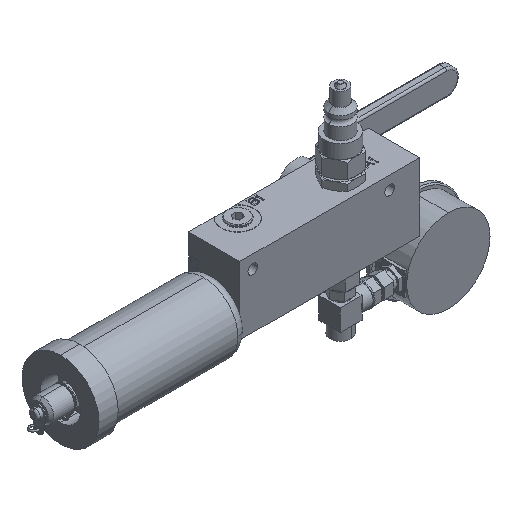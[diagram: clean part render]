
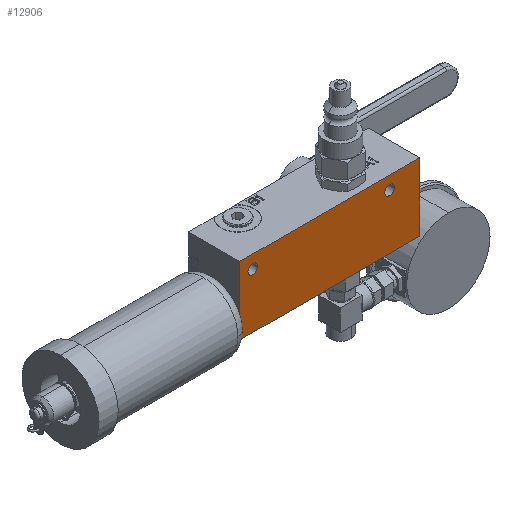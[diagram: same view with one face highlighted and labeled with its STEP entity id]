
A CAD part, isometric view. The second image highlights one B-rep face of the part: STEP entity #12906.
In plain terms, the highlighted planar face has unit normal (0, -1, 0).
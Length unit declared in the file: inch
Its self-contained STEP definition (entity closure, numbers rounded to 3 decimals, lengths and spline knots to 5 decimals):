
#2304=CARTESIAN_POINT('',(-2.25,0.,0.605));
#2305=DIRECTION('',(0.,-1.,0.));
#2306=DIRECTION('',(1.,0.,0.));
#2307=AXIS2_PLACEMENT_3D('',#2304,#2305,#2306);
#2312=CARTESIAN_POINT('',(-2.25,0.,0.605));
#2313=DIRECTION('',(0.,-1.,0.));
#2314=DIRECTION('',(-1.,0.,0.));
#2315=AXIS2_PLACEMENT_3D('',#2312,#2313,#2314);
#2320=CARTESIAN_POINT('',(1.75,0.,0.605));
#2321=DIRECTION('',(0.,-1.,0.));
#2322=DIRECTION('',(1.,0.,0.));
#2323=AXIS2_PLACEMENT_3D('',#2320,#2321,#2322);
#2328=CARTESIAN_POINT('',(1.75,0.,0.605));
#2329=DIRECTION('',(0.,-1.,0.));
#2330=DIRECTION('',(-1.,0.,0.));
#2331=AXIS2_PLACEMENT_3D('',#2328,#2329,#2330);
#2336=DIRECTION('',(1.,0.,0.));
#2337=VECTOR('',#2336,5.25);
#2338=CARTESIAN_POINT('',(-2.625,0.,0.985));
#2339=LINE('',#2338,#2337);
#2343=DIRECTION('',(0.,0.,-1.));
#2344=VECTOR('',#2343,1.985);
#2345=CARTESIAN_POINT('',(2.625,0.,0.985));
#2346=LINE('',#2345,#2344);
#2350=DIRECTION('',(-1.,0.,0.));
#2351=VECTOR('',#2350,5.25);
#2352=CARTESIAN_POINT('',(2.625,0.,-1.));
#2353=LINE('',#2352,#2351);
#3023=DIRECTION('',(0.,0.,-1.));
#3024=VECTOR('',#3023,1.985);
#3025=CARTESIAN_POINT('',(-2.625,0.,0.985));
#3026=LINE('',#3025,#3024);
#9535=CARTESIAN_POINT('',(-2.625,0.,0.985));
#9536=CARTESIAN_POINT('',(2.625,0.,0.985));
#9537=VERTEX_POINT('',#9535);
#9538=VERTEX_POINT('',#9536);
#9539=CARTESIAN_POINT('',(2.625,0.,-1.));
#9540=VERTEX_POINT('',#9539);
#9555=CARTESIAN_POINT('',(-2.1095,0.,0.605));
#9556=CARTESIAN_POINT('',(-2.3905,0.,0.605));
#9557=VERTEX_POINT('',#9555);
#9558=VERTEX_POINT('',#9556);
#9564=CARTESIAN_POINT('',(-2.625,0.,-1.));
#9566=VERTEX_POINT('',#9564);
#9707=CARTESIAN_POINT('',(1.8905,0.,0.605));
#9708=CARTESIAN_POINT('',(1.6095,0.,0.605));
#9709=VERTEX_POINT('',#9707);
#9710=VERTEX_POINT('',#9708);
#12880=CARTESIAN_POINT('',(0.,0.,0.));
#12881=DIRECTION('',(0.,1.,0.));
#12882=DIRECTION('',(1.,0.,0.));
#12883=AXIS2_PLACEMENT_3D('',#12880,#12881,#12882);
#12884=PLANE('',#12883);
#12886=ORIENTED_EDGE('',*,*,#12885,.F.);
#12888=ORIENTED_EDGE('',*,*,#12887,.T.);
#12890=ORIENTED_EDGE('',*,*,#12889,.T.);
#12891=ORIENTED_EDGE('',*,*,#11200,.T.);
#12892=EDGE_LOOP('',(#12886,#12888,#12890,#12891));
#12893=FACE_OUTER_BOUND('',#12892,.F.);
#12895=ORIENTED_EDGE('',*,*,#12894,.T.);
#12897=ORIENTED_EDGE('',*,*,#12896,.T.);
#12898=EDGE_LOOP('',(#12895,#12897));
#12899=FACE_BOUND('',#12898,.F.);
#12901=ORIENTED_EDGE('',*,*,#12900,.T.);
#12903=ORIENTED_EDGE('',*,*,#12902,.T.);
#12904=EDGE_LOOP('',(#12901,#12903));
#12905=FACE_BOUND('',#12904,.F.);
#2308=CIRCLE('',#2307,0.1405);
#2316=CIRCLE('',#2315,0.1405);
#2324=CIRCLE('',#2323,0.1405);
#2332=CIRCLE('',#2331,0.1405);
#11200=EDGE_CURVE('',#9540,#9566,#2353,.T.);
#12885=EDGE_CURVE('',#9537,#9566,#3026,.T.);
#12887=EDGE_CURVE('',#9537,#9538,#2339,.T.);
#12889=EDGE_CURVE('',#9538,#9540,#2346,.T.);
#12894=EDGE_CURVE('',#9709,#9710,#2324,.T.);
#12896=EDGE_CURVE('',#9710,#9709,#2332,.T.);
#12900=EDGE_CURVE('',#9557,#9558,#2308,.T.);
#12902=EDGE_CURVE('',#9558,#9557,#2316,.T.);
#12906=ADVANCED_FACE('',(#12893,#12899,#12905),#12884,.F.);
